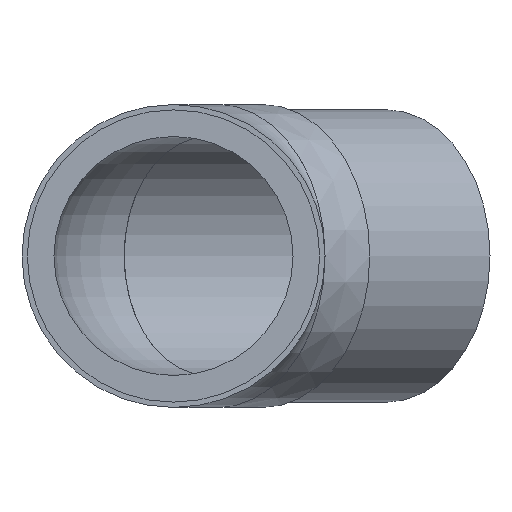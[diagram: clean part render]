
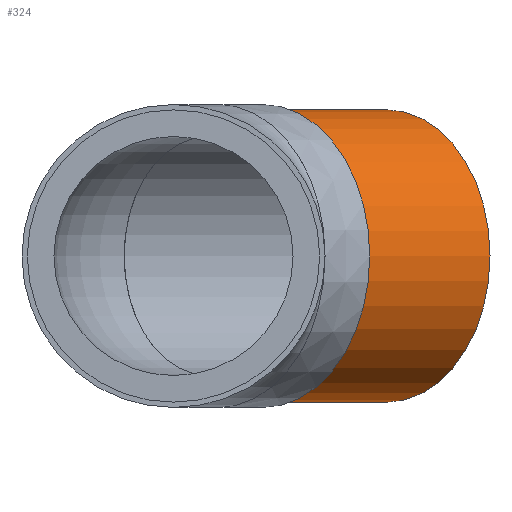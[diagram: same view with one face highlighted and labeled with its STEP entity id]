
A CAD part, front view. The second image highlights one B-rep face of the part: STEP entity #324.
In plain terms, the highlighted cylindrical face has radius 112.5 mm (diameter 225 mm), a full revolution.
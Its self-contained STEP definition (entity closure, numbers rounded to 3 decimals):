
#260=CARTESIAN_POINT('',(-10.96,148.139,0.));
#261=VERTEX_POINT('',#260);
#268=CARTESIAN_POINT('',(68.589,68.589,0.));
#269=DIRECTION('',(0.707,0.707,0.));
#270=DIRECTION('',(-0.707,0.707,0.));
#271=AXIS2_PLACEMENT_3D('',#268,#269,#270);
#272=CIRCLE('',#271,112.5);
#273=EDGE_CURVE('',#261,#261,#272,.T.);
#300=CARTESIAN_POINT('',(84.499,243.598,0.));
#301=VERTEX_POINT('',#300);
#302=CARTESIAN_POINT('',(164.049,164.049,0.));
#303=DIRECTION('',(0.707,0.707,0.));
#304=DIRECTION('',(-0.707,0.707,0.));
#305=AXIS2_PLACEMENT_3D('',#302,#303,#304);
#306=CIRCLE('',#305,112.5);
#307=EDGE_CURVE('',#301,#301,#306,.T.);
#308=ORIENTED_EDGE('',*,*,#307,.F.);
#309=CARTESIAN_POINT('',(36.77,195.869,0.));
#310=DIRECTION('',(0.707,0.707,0.));
#311=VECTOR('',#310,112.5);
#312=LINE('',#309,#311);
#313=EDGE_CURVE('',#261,#301,#312,.T.);
#314=ORIENTED_EDGE('',*,*,#313,.F.);
#315=ORIENTED_EDGE('',*,*,#273,.T.);
#316=ORIENTED_EDGE('',*,*,#313,.T.);
#317=EDGE_LOOP('',(#308,#314,#315,#316));
#318=FACE_OUTER_BOUND('',#317,.T.);
#319=CARTESIAN_POINT('',(116.319,116.319,0.));
#320=DIRECTION('',(0.707,0.707,0.));
#321=DIRECTION('',(-0.707,0.707,0.));
#322=AXIS2_PLACEMENT_3D('',#319,#320,#321);
#323=CYLINDRICAL_SURFACE('',#322,112.5);
#324=ADVANCED_FACE('',(#318),#323,.T.);
